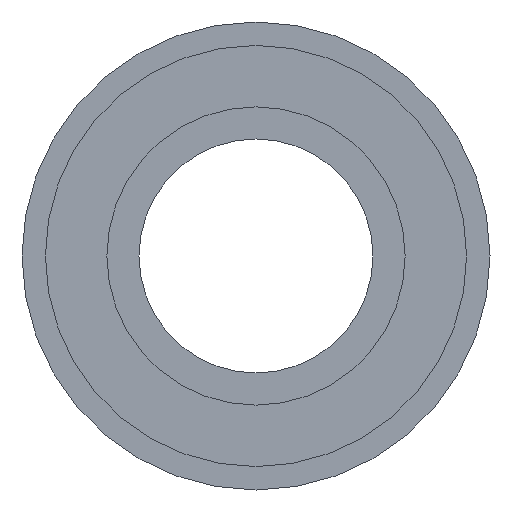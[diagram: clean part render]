
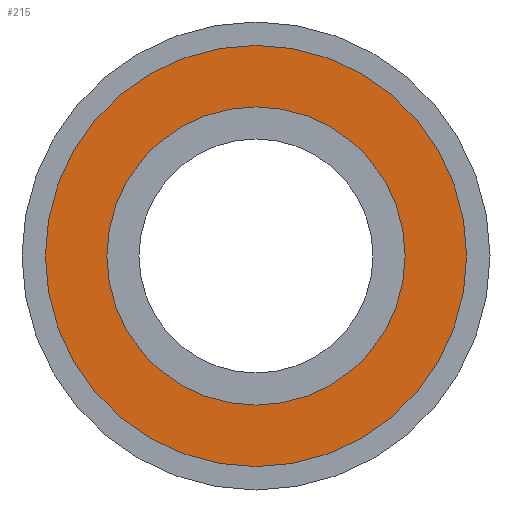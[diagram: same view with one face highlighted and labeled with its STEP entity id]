
A CAD part, left-side view. The second image highlights one B-rep face of the part: STEP entity #215.
In plain terms, the highlighted planar face has unit normal (-1, 0, 0).
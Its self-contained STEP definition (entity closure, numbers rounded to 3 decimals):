
#34=FACE_BOUND('',#55,.T.);
#41=FACE_OUTER_BOUND('',#54,.T.);
#54=EDGE_LOOP('',(#157,#158));
#55=EDGE_LOOP('',(#159,#160));
#73=CIRCLE('',#245,5.1);
#74=CIRCLE('',#246,5.1);
#75=CIRCLE('',#248,7.2);
#76=CIRCLE('',#249,7.2);
#97=VERTEX_POINT('',#366);
#98=VERTEX_POINT('',#367);
#99=VERTEX_POINT('',#372);
#100=VERTEX_POINT('',#373);
#121=EDGE_CURVE('',#97,#98,#73,.T.);
#122=EDGE_CURVE('',#98,#97,#74,.T.);
#124=EDGE_CURVE('',#99,#100,#75,.T.);
#125=EDGE_CURVE('',#100,#99,#76,.T.);
#157=ORIENTED_EDGE('',*,*,#124,.F.);
#158=ORIENTED_EDGE('',*,*,#125,.F.);
#159=ORIENTED_EDGE('',*,*,#121,.T.);
#160=ORIENTED_EDGE('',*,*,#122,.T.);
#208=PLANE('',#247);
#215=ADVANCED_FACE('',(#41,#34),#208,.T.);
#245=AXIS2_PLACEMENT_3D('',#368,#289,#290);
#246=AXIS2_PLACEMENT_3D('',#369,#291,#292);
#247=AXIS2_PLACEMENT_3D('',#371,#294,#295);
#248=AXIS2_PLACEMENT_3D('',#374,#296,#297);
#249=AXIS2_PLACEMENT_3D('',#375,#298,#299);
#289=DIRECTION('center_axis',(1.,0.,0.));
#290=DIRECTION('ref_axis',(0.,0.,-1.));
#291=DIRECTION('center_axis',(1.,0.,0.));
#292=DIRECTION('ref_axis',(0.,0.,-1.));
#294=DIRECTION('center_axis',(-1.,0.,0.));
#295=DIRECTION('ref_axis',(0.,0.,1.));
#296=DIRECTION('center_axis',(1.,0.,0.));
#297=DIRECTION('ref_axis',(0.,0.,-1.));
#298=DIRECTION('center_axis',(1.,0.,0.));
#299=DIRECTION('ref_axis',(0.,0.,-1.));
#366=CARTESIAN_POINT('',(-2.2,0.,-5.1));
#367=CARTESIAN_POINT('',(-2.2,0.,5.1));
#368=CARTESIAN_POINT('Origin',(-2.2,0.,0.));
#369=CARTESIAN_POINT('Origin',(-2.2,0.,0.));
#371=CARTESIAN_POINT('Origin',(-2.2,5.1,0.));
#372=CARTESIAN_POINT('',(-2.2,0.,-7.2));
#373=CARTESIAN_POINT('',(-2.2,0.,7.2));
#374=CARTESIAN_POINT('Origin',(-2.2,0.,0.));
#375=CARTESIAN_POINT('Origin',(-2.2,0.,0.));
